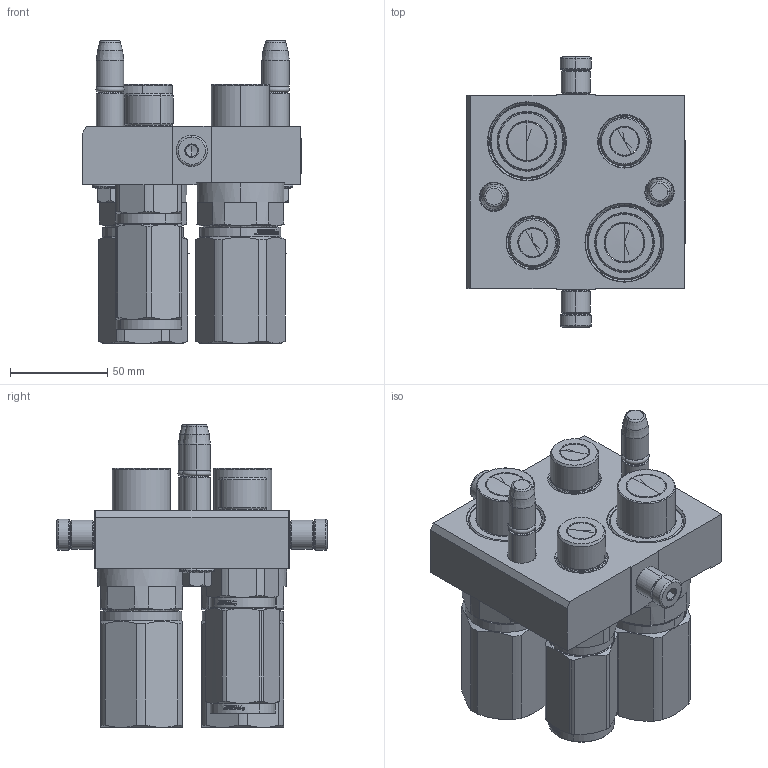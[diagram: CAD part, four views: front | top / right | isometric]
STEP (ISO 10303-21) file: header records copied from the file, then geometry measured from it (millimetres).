
FILE_DESCRIPTION (( 'STEP AP214' ), '1' );
FILE_NAME ('FASTER_DB.step', '2024-03-15T13:46:41', ( '' ), ( '' ), 'SwSTEP 2.0', 'SolidWorks 2017', '' );
FILE_SCHEMA (( 'AUTOMOTIVE_DESIGN' ));
Length unit declared in the file: millimetre
Products named in the file (13): 4830_013_3000_030; 4830_010_0000_032; 3ffnp12-12s_m; 4830_028_1000_011; FASTER_DB; 1540_080_0008_000; et002; 4830_021_0000_000; 3ffnp34-34s_m; or2_62x9_19_m; P510_M_BASE
Assembly tree (19 placements, depth 3):
  FASTER_DB
    P510_M_BASE
      4830_010_0000_032
      4830_013_3000_030  x2
      4830_028_1000_011  x2
      4830_021_0000_000  x2
      1540_080_0008_000  x2
      or2_62x9_19_m  x2
    3ffnp34-34s_m  x2
      3ffnp34-34s_m
    3ffnp12-12s_m  x2
      3ffnp12-12s_m
    et002
Bounding box: 112.3 x 138.6 x 155.35 mm (x, y, z)
Volume: 2873.9 mm3; surface area: 150839.8 mm2
Topology: 5 solids, 52 shells, 2175 faces, 6602 edges, 4394 vertices
Faces by surface type: plane 1226, cylinder 353, cone 342, bspline 138, torus 116
Entity records: 63269 total; most frequent: CARTESIAN_POINT 17594, ORIENTED_EDGE 8306, DIRECTION 7579, EDGE_CURVE 4500, VERTEX_POINT 2997, VECTOR 2987, LINE 2987, AXIS2_PLACEMENT_3D 2296
